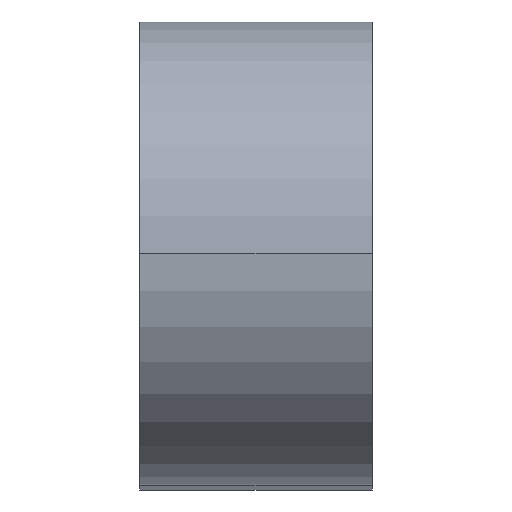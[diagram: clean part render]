
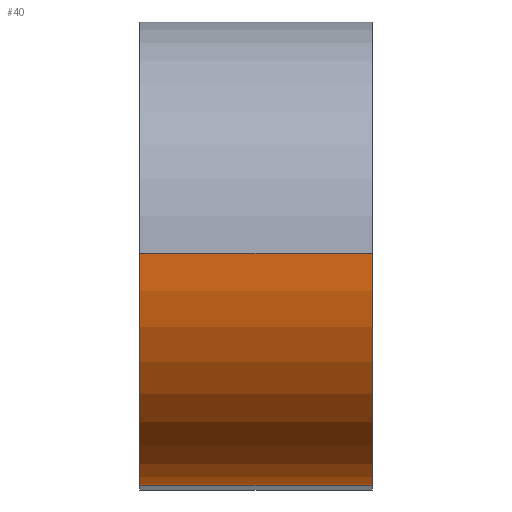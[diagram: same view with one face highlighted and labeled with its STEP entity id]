
A CAD part, top view. The second image highlights one B-rep face of the part: STEP entity #40.
In plain terms, the highlighted cylindrical face has radius 4 mm (diameter 8 mm), a partial arc.
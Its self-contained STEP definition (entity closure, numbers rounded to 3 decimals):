
#6 = EDGE_CURVE ( 'NONE', #378, #139, #30, .T. ) ;
#21 = ORIENTED_EDGE ( 'NONE', *, *, #98, .T. ) ;
#30 = CIRCLE ( 'NONE', #63, 4. ) ;
#39 = DIRECTION ( 'NONE',  ( 0., 0., -1. ) ) ;
#40 = ADVANCED_FACE ( 'NONE', ( #249 ), #284, .T. ) ;
#62 = ORIENTED_EDGE ( 'NONE', *, *, #6, .F. ) ;
#63 = AXIS2_PLACEMENT_3D ( 'NONE', #481, #320, #39 ) ;
#73 = AXIS2_PLACEMENT_3D ( 'NONE', #348, #276, #287 ) ;
#78 = CARTESIAN_POINT ( 'NONE',  ( 0., -3.429, -2.06 ) ) ;
#98 = EDGE_CURVE ( 'NONE', #378, #173, #99, .T. ) ;
#99 = LINE ( 'NONE', #330, #217 ) ;
#139 = VERTEX_POINT ( 'NONE', #215 ) ;
#141 = VECTOR ( 'NONE', #343, 1000. ) ;
#167 = DIRECTION ( 'NONE',  ( -1., 0., 0. ) ) ;
#173 = VERTEX_POINT ( 'NONE', #256 ) ;
#181 = DIRECTION ( 'NONE',  ( -1., 0., 0. ) ) ;
#196 = CIRCLE ( 'NONE', #73, 4. ) ;
#210 = EDGE_CURVE ( 'NONE', #508, #139, #447, .T. ) ;
#212 = CARTESIAN_POINT ( 'NONE',  ( 4., -3.429, -2.06 ) ) ;
#215 = CARTESIAN_POINT ( 'NONE',  ( 4., -3.429, -2.06 ) ) ;
#217 = VECTOR ( 'NONE', #181, 1000. ) ;
#249 = FACE_OUTER_BOUND ( 'NONE', #428, .T. ) ;
#256 = CARTESIAN_POINT ( 'NONE',  ( 0., 0., 4. ) ) ;
#273 = ORIENTED_EDGE ( 'NONE', *, *, #210, .T. ) ;
#276 = DIRECTION ( 'NONE',  ( 1., 0., 0. ) ) ;
#282 = CARTESIAN_POINT ( 'NONE',  ( 4., 0., 0. ) ) ;
#284 = CYLINDRICAL_SURFACE ( 'NONE', #424, 4. ) ;
#287 = DIRECTION ( 'NONE',  ( 0., 0., -1. ) ) ;
#297 = ORIENTED_EDGE ( 'NONE', *, *, #440, .T. ) ;
#320 = DIRECTION ( 'NONE',  ( 1., 0., 0. ) ) ;
#330 = CARTESIAN_POINT ( 'NONE',  ( 4., 0., 4. ) ) ;
#343 = DIRECTION ( 'NONE',  ( 1., 0., 0. ) ) ;
#348 = CARTESIAN_POINT ( 'NONE',  ( 0., 0., 0. ) ) ;
#353 = CARTESIAN_POINT ( 'NONE',  ( 4., 0., 4. ) ) ;
#378 = VERTEX_POINT ( 'NONE', #353 ) ;
#424 = AXIS2_PLACEMENT_3D ( 'NONE', #282, #167, #474 ) ;
#428 = EDGE_LOOP ( 'NONE', ( #62, #21, #297, #273 ) ) ;
#440 = EDGE_CURVE ( 'NONE', #173, #508, #196, .T. ) ;
#447 = LINE ( 'NONE', #212, #141 ) ;
#474 = DIRECTION ( 'NONE',  ( 0., 0., 1. ) ) ;
#481 = CARTESIAN_POINT ( 'NONE',  ( 4., 0., 0. ) ) ;
#508 = VERTEX_POINT ( 'NONE', #78 ) ;
